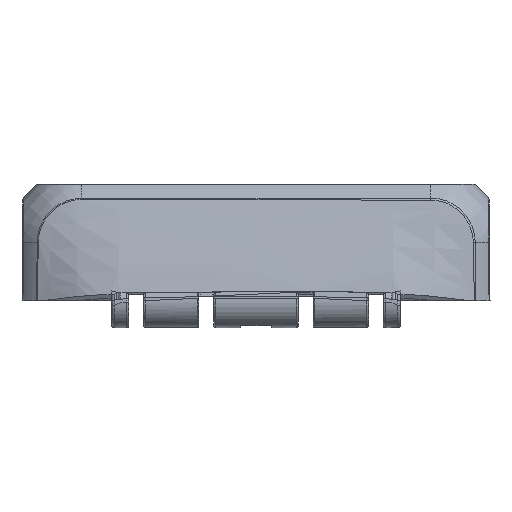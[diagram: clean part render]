
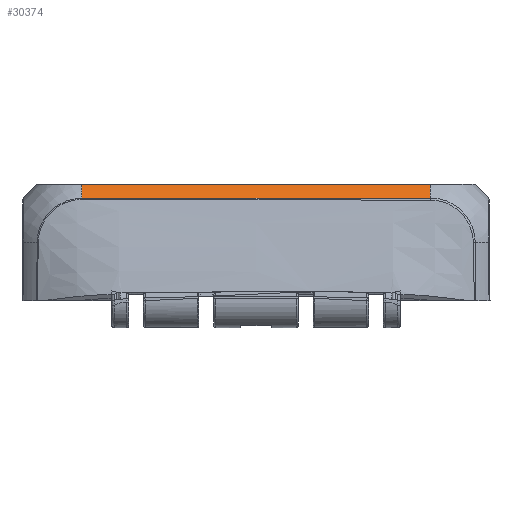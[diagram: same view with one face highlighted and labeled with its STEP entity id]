
A CAD part, left-side view. The second image highlights one B-rep face of the part: STEP entity #30374.
In plain terms, the highlighted cylindrical face has radius 15 mm (diameter 30 mm), a partial arc.
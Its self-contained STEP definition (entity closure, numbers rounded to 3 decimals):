
#22914=CARTESIAN_POINT('',(29.825,-59.722,17.656));
#22915=VERTEX_POINT('',#22914);
#23054=CARTESIAN_POINT('',(-29.825,-59.774,17.592));
#23055=VERTEX_POINT('',#23054);
#23056=CARTESIAN_POINT('',(29.825,-59.72,17.658));
#23057=CARTESIAN_POINT('',(29.277,-59.724,17.654));
#23058=CARTESIAN_POINT('',(28.728,-59.723,17.655));
#23059=CARTESIAN_POINT('',(26.621,-59.728,17.649));
#23060=CARTESIAN_POINT('',(25.053,-59.731,17.645));
#23061=CARTESIAN_POINT('',(21.917,-59.736,17.639));
#23062=CARTESIAN_POINT('',(20.355,-59.738,17.637));
#23063=CARTESIAN_POINT('',(12.525,-59.743,17.63));
#23064=CARTESIAN_POINT('',(6.263,-59.748,17.624));
#23065=CARTESIAN_POINT('',(-6.263,-59.761,17.608));
#23066=CARTESIAN_POINT('',(-12.525,-59.768,17.599));
#23067=CARTESIAN_POINT('',(-20.355,-59.775,17.591));
#23068=CARTESIAN_POINT('',(-21.918,-59.775,17.59));
#23069=CARTESIAN_POINT('',(-25.053,-59.776,17.59));
#23070=CARTESIAN_POINT('',(-26.621,-59.775,17.59));
#23071=CARTESIAN_POINT('',(-28.729,-59.774,17.591));
#23072=CARTESIAN_POINT('',(-29.278,-59.776,17.589));
#23073=CARTESIAN_POINT('',(-29.825,-59.774,17.592));
#23074=B_SPLINE_CURVE_WITH_KNOTS('',3,(#23056,#23057,#23058,#23059,#23060,#23061,#23062,#23063,#23064,#23065,#23066,#23067,#23068,#23069,#23070,#23071,#23072,#23073),.UNSPECIFIED.,.F.,.U.,(4,2,2,2,2,2,2,2,4),(2.116,2.28,2.75,3.22,5.098,6.977,7.447,7.917,8.081),.UNSPECIFIED.);
#23075=EDGE_CURVE('',#22915,#23055,#23074,.T.);
#26485=CARTESIAN_POINT('',(29.811,-57.464,19.891));
#26486=VERTEX_POINT('',#26485);
#26524=CARTESIAN_POINT('',(29.812,-57.525,19.841));
#26525=VERTEX_POINT('',#26524);
#26526=CARTESIAN_POINT('',(29.752,-48.1,8.172));
#26527=DIRECTION('',(1.,0.006,0.));
#26528=DIRECTION('',(0.006,-1.,0.009));
#26529=AXIS2_PLACEMENT_3D('',#26526,#26527,#26528);
#26530=ELLIPSE('',#26529,15.,15.);
#26531=EDGE_CURVE('',#26486,#26525,#26530,.T.);
#26533=CARTESIAN_POINT('',(29.823,-59.441,17.99));
#26534=VERTEX_POINT('',#26533);
#26535=CARTESIAN_POINT('',(29.752,-48.1,8.172));
#26536=DIRECTION('',(1.,0.006,0.));
#26537=DIRECTION('',(0.006,-1.,0.009));
#26538=AXIS2_PLACEMENT_3D('',#26535,#26536,#26537);
#26539=ELLIPSE('',#26538,15.,15.);
#26540=EDGE_CURVE('',#26525,#26534,#26539,.T.);
#26542=CARTESIAN_POINT('',(29.825,-59.61,17.791));
#26543=VERTEX_POINT('',#26542);
#26544=CARTESIAN_POINT('',(29.752,-48.1,8.172));
#26545=DIRECTION('',(1.,0.006,0.));
#26546=DIRECTION('',(0.006,-1.,0.009));
#26547=AXIS2_PLACEMENT_3D('',#26544,#26545,#26546);
#26548=ELLIPSE('',#26547,15.,15.);
#26549=EDGE_CURVE('',#26534,#26543,#26548,.T.);
#26551=CARTESIAN_POINT('',(29.752,-48.1,8.172));
#26552=DIRECTION('',(1.,0.006,0.));
#26553=DIRECTION('',(0.006,-1.,0.009));
#26554=AXIS2_PLACEMENT_3D('',#26551,#26552,#26553);
#26555=ELLIPSE('',#26554,15.,15.);
#26556=EDGE_CURVE('',#26543,#22915,#26555,.T.);
#27051=CARTESIAN_POINT('',(-29.811,-57.462,19.892));
#27052=VERTEX_POINT('',#27051);
#27113=CARTESIAN_POINT('',(-29.811,-57.464,19.891));
#27114=DIRECTION('',(1.0,0.0,0.0));
#27115=VECTOR('',#27114,59.622);
#27116=LINE('',#27113,#27115);
#27117=EDGE_CURVE('',#27052,#26486,#27116,.T.);
#30273=CARTESIAN_POINT('',(-29.818,-58.712,18.774));
#30274=VERTEX_POINT('',#30273);
#30275=CARTESIAN_POINT('',(-29.884,-48.1,8.172));
#30276=DIRECTION('',(1.,0.0,-0.006));
#30277=DIRECTION('',(0.006,0.,1.));
#30278=AXIS2_PLACEMENT_3D('',#30275,#30276,#30277);
#30279=ELLIPSE('',#30278,15.,15.0);
#30280=EDGE_CURVE('',#30274,#23055,#30279,.T.);
#30282=CARTESIAN_POINT('',(-29.817,-58.627,18.858));
#30283=VERTEX_POINT('',#30282);
#30284=CARTESIAN_POINT('',(-29.884,-48.1,8.172));
#30285=DIRECTION('',(1.,0.0,-0.006));
#30286=DIRECTION('',(0.006,0.,1.));
#30287=AXIS2_PLACEMENT_3D('',#30284,#30285,#30286);
#30288=ELLIPSE('',#30287,15.,15.0);
#30289=EDGE_CURVE('',#30283,#30274,#30288,.T.);
#30291=CARTESIAN_POINT('',(-29.811,-57.521,19.844));
#30292=VERTEX_POINT('',#30291);
#30293=CARTESIAN_POINT('',(-29.884,-48.1,8.172));
#30294=DIRECTION('',(1.,0.0,-0.006));
#30295=DIRECTION('',(0.006,0.,1.));
#30296=AXIS2_PLACEMENT_3D('',#30293,#30294,#30295);
#30297=ELLIPSE('',#30296,15.,15.0);
#30298=EDGE_CURVE('',#30292,#30283,#30297,.T.);
#30300=CARTESIAN_POINT('',(-29.884,-48.1,8.172));
#30301=DIRECTION('',(1.,0.0,-0.006));
#30302=DIRECTION('',(0.006,0.,1.));
#30303=AXIS2_PLACEMENT_3D('',#30300,#30301,#30302);
#30304=ELLIPSE('',#30303,15.,15.0);
#30305=EDGE_CURVE('',#27052,#30292,#30304,.T.);
#30357=CARTESIAN_POINT('',(0.0,-48.1,8.172));
#30358=DIRECTION('',(1.0,0.0,0.0));
#30359=DIRECTION('',(0.0,-0.615,0.789));
#30360=AXIS2_PLACEMENT_3D('',#30357,#30358,#30359);
#30361=CYLINDRICAL_SURFACE('',#30360,15.);
#30362=ORIENTED_EDGE('',*,*,#23075,.F.);
#30363=ORIENTED_EDGE('',*,*,#26556,.F.);
#30364=ORIENTED_EDGE('',*,*,#26549,.F.);
#30365=ORIENTED_EDGE('',*,*,#26540,.F.);
#30366=ORIENTED_EDGE('',*,*,#26531,.F.);
#30367=ORIENTED_EDGE('',*,*,#27117,.F.);
#30368=ORIENTED_EDGE('',*,*,#30305,.T.);
#30369=ORIENTED_EDGE('',*,*,#30298,.T.);
#30370=ORIENTED_EDGE('',*,*,#30289,.T.);
#30371=ORIENTED_EDGE('',*,*,#30280,.T.);
#30372=EDGE_LOOP('',(#30362,#30363,#30364,#30365,#30366,#30367,#30368,#30369,#30370,#30371));
#30373=FACE_OUTER_BOUND('',#30372,.T.);
#30374=ADVANCED_FACE('',(#30373),#30361,.T.);
